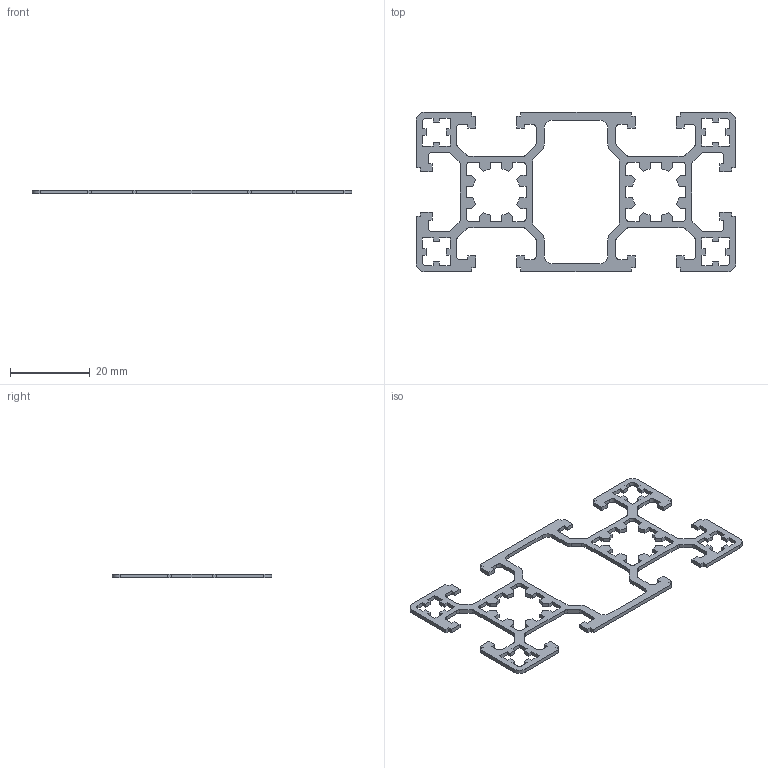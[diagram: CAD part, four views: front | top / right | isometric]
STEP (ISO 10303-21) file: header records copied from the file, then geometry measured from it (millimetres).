
FILE_DESCRIPTION(/* description */ ('Profilo 40x80 leggero'),/* implementation_level */ '2;1');
FILE_NAME(/* name */ 'PG4080L.stp',/* time_stamp */ '2022-06-18T10:01:52+02:00',/* author */ ('stefan.nesic'),/* organization */ (''),/* preprocessor_version */ 'ST-DEVELOPER v18.1',/* originating_system */ 'Autodesk Inventor 2021',/* authorisation */ '');
FILE_SCHEMA (('AUTOMOTIVE_DESIGN { 1 0 10303 214 3 1 1 }'));
Length unit declared in the file: millimetre
Products named in the file (1): PG4080L---1,0
Bounding box: 80 x 40 x 1 mm (x, y, z)
Volume: 896.7 mm3; surface area: 2698.8 mm2
Topology: 1 solids, 1 shells, 358 faces, 1068 edges, 712 vertices
Faces by surface type: plane 278, cylinder 80
Entity records: 12001 total; most frequent: CARTESIAN_POINT 2139, ORIENTED_EDGE 2136, DIRECTION 1946, EDGE_CURVE 1068, LINE 908, VECTOR 908, VERTEX_POINT 712, AXIS2_PLACEMENT_3D 519
